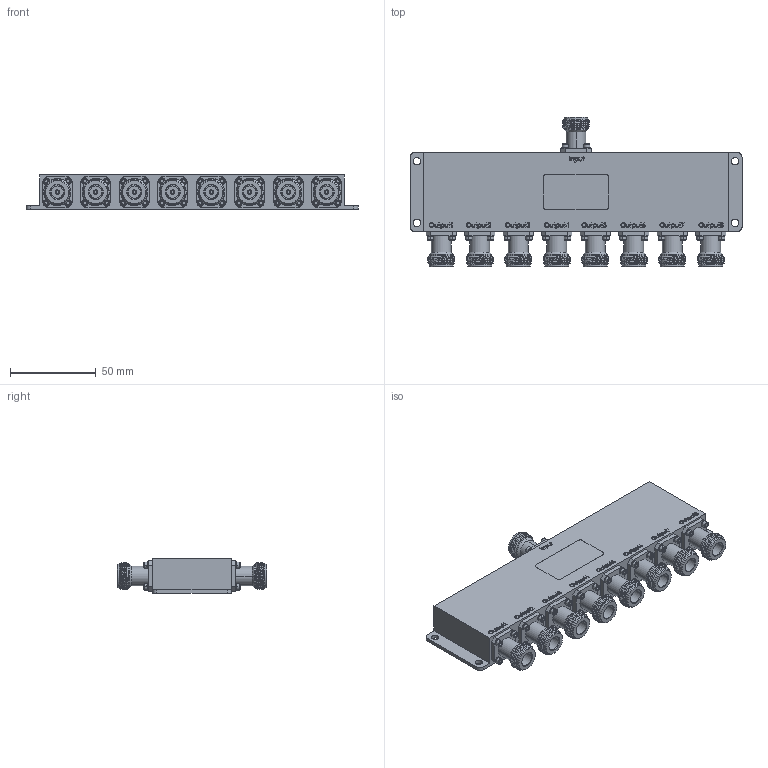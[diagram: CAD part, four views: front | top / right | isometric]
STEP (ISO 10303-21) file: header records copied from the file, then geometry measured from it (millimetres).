
FILE_DESCRIPTION (( 'STEP AP214' ), '1' );
FILE_NAME ('PE20DV1052-FMDV1052.step', '2020-05-18T18:53:51', ( '' ), ( '' ), 'SwSTEP 2.0', 'SolidWorks 2018', '' );
FILE_SCHEMA (( 'AUTOMOTIVE_DESIGN' ));
Length unit declared in the file: inch
Products named in the file (1): PE20DV1052-FMDV1052
Bounding box: 194 x 87.42 x 20.05 mm (x, y, z)
Volume: 189567.2 mm3; surface area: 41756.5 mm2
Topology: 1 solids, 1 shells, 2347 faces, 5733 edges, 3606 vertices
Faces by surface type: plane 1142, cone 531, cylinder 349, bspline 325
Entity records: 96144 total; most frequent: CARTESIAN_POINT 43320, ORIENTED_EDGE 11466, DIRECTION 9989, EDGE_CURVE 5733, VERTEX_POINT 3606, AXIS2_PLACEMENT_3D 3405, LINE 3179, VECTOR 3179
